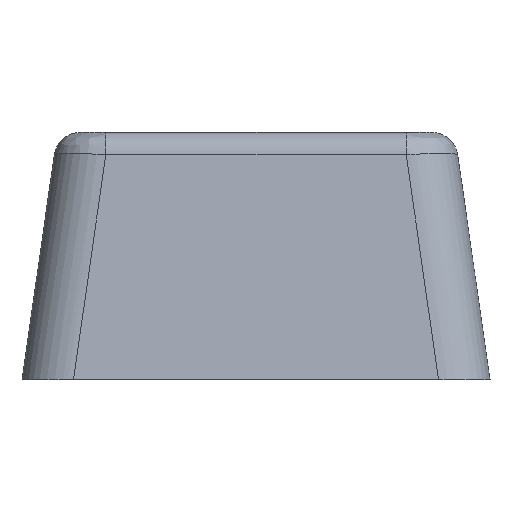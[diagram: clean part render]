
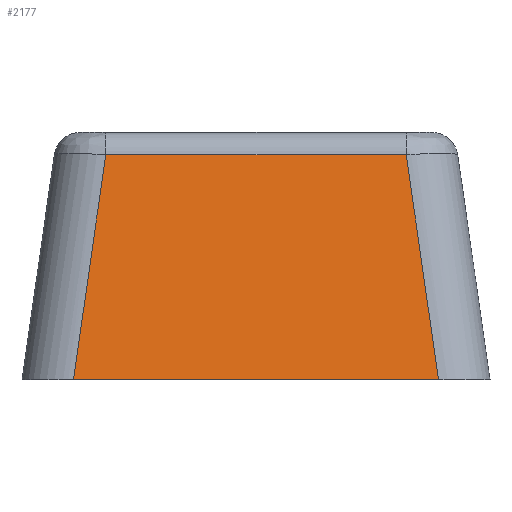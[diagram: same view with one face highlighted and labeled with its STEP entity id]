
A CAD part, left-side view. The second image highlights one B-rep face of the part: STEP entity #2177.
In plain terms, the highlighted planar face has unit normal (-0.99, 0, 0.142).
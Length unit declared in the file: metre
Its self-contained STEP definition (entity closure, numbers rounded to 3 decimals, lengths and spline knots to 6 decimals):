
#239=ORIENTED_EDGE('',*,*,#879,.T.);
#240=ORIENTED_EDGE('',*,*,#893,.T.);
#241=ORIENTED_EDGE('',*,*,#894,.T.);
#242=ORIENTED_EDGE('',*,*,#895,.T.);
#879=EDGE_CURVE('',#1207,#1206,#1388,.T.);
#893=EDGE_CURVE('',#1206,#1220,#1395,.T.);
#894=EDGE_CURVE('',#1220,#1221,#1396,.F.);
#895=EDGE_CURVE('',#1221,#1207,#1397,.F.);
#1206=VERTEX_POINT('',#3218);
#1207=VERTEX_POINT('',#3220);
#1220=VERTEX_POINT('',#3248);
#1221=VERTEX_POINT('',#3250);
#1388=LINE('',#3219,#1637);
#1395=LINE('',#3247,#1644);
#1396=LINE('',#3249,#1645);
#1397=LINE('',#3251,#1646);
#1637=VECTOR('',#2553,1.);
#1644=VECTOR('',#2576,1.);
#1645=VECTOR('',#2577,1.);
#1646=VECTOR('',#2578,1.);
#1837=EDGE_LOOP('',(#239,#240,#241,#242));
#1970=FACE_BOUND('',#1837,.T.);
#2095=PLANE('',#2336);
#2177=ADVANCED_FACE('',(#1970),#2095,.T.);
#2336=AXIS2_PLACEMENT_3D('',#3246,#2574,#2575);
#2553=DIRECTION('',(0.,-1.,0.));
#2574=DIRECTION('',(-0.99,0.,0.142));
#2575=DIRECTION('',(0.142,0.,0.99));
#2576=DIRECTION('',(0.141,0.141,0.98));
#2577=DIRECTION('',(0.,-1.,0.));
#2578=DIRECTION('',(0.141,-0.141,0.98));
#3218=CARTESIAN_POINT('',(0.039,0.00198,0.));
#3219=CARTESIAN_POINT('',(0.039,0.009,0.));
#3220=CARTESIAN_POINT('',(0.039,0.01602,0.));
#3246=CARTESIAN_POINT('',(0.039,0.,0.));
#3247=CARTESIAN_POINT('',(0.038961,0.00194,-0.000273));
#3248=CARTESIAN_POINT('',(0.040243,0.003223,0.008642));
#3249=CARTESIAN_POINT('',(0.040243,0.,0.008642));
#3250=CARTESIAN_POINT('',(0.040243,0.014777,0.008642));
#3251=CARTESIAN_POINT('',(0.039318,0.015702,0.002213));
